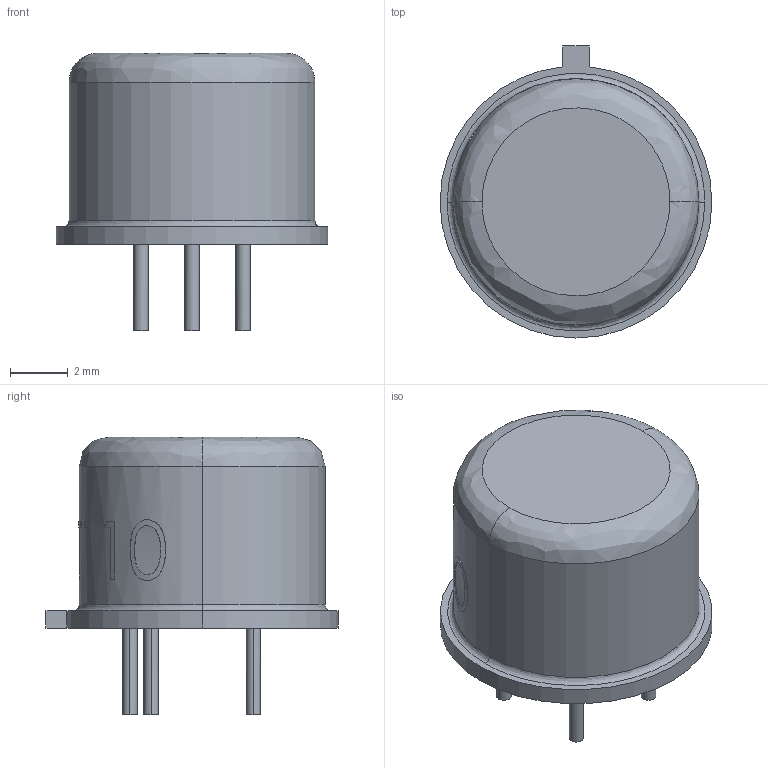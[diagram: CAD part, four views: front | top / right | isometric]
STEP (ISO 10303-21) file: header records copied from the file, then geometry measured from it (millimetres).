
FILE_DESCRIPTION (( 'STEP AP214' ), '1' );
FILE_NAME ('ÊÒ-2(ñ ìàðêîé 3îò110).STEP', '2015-04-22T14:18:06', ( '' ), ( '' ), 'SwSTEP 2.0', 'SolidWorks 2014', '' );
FILE_SCHEMA (( 'AUTOMOTIVE_DESIGN' ));
Length unit declared in the file: millimetre
Products named in the file (1): ÊÒ-2(ñ ìàðêîé 3îò110)
Bounding box: 9.4 x 10.1 x 9.6 mm (x, y, z)
Volume: 363.8 mm3; surface area: 332.9 mm2
Topology: 1 solids, 1 shells, 94 faces, 230 edges, 151 vertices
Faces by surface type: bspline 39, plane 32, cylinder 23
Entity records: 8137 total; most frequent: CARTESIAN_POINT 5172, ORIENTED_EDGE 456, DIRECTION 270, EDGE_CURVE 228, VERTEX_POINT 151, B_SPLINE_CURVE_WITH_KNOTS 116, EDGE_LOOP 109, AXIS2_PLACEMENT_3D 106
